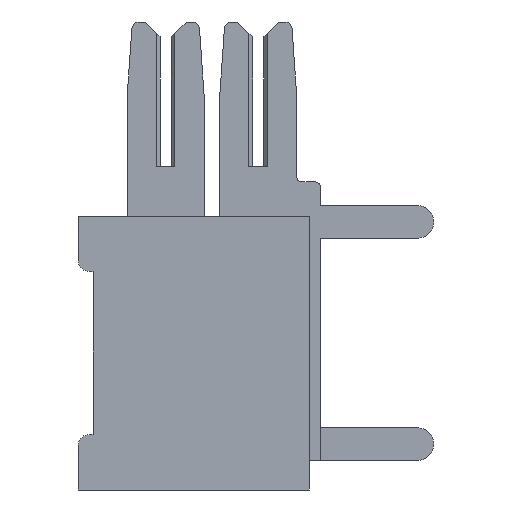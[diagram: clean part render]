
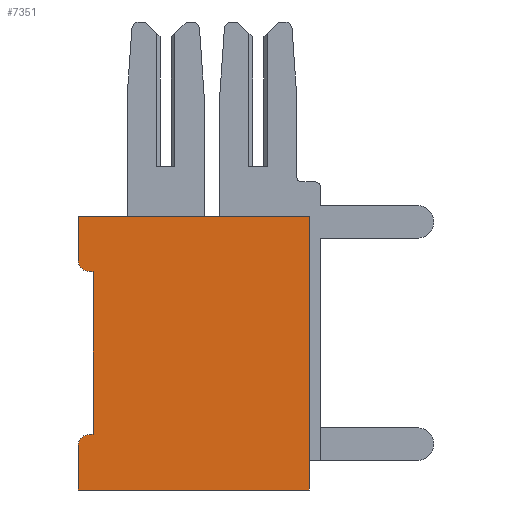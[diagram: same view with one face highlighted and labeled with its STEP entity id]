
A CAD part, left-side view. The second image highlights one B-rep face of the part: STEP entity #7351.
In plain terms, the highlighted planar face has unit normal (-1, 0, 0).
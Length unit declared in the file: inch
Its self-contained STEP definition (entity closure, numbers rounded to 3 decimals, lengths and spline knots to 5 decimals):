
#147 = CARTESIAN_POINT ( 'NONE',  ( 0., 0.312, 0. ) ) ;
#190 = VERTEX_POINT ( 'NONE', #6788 ) ;
#360 = EDGE_CURVE ( 'NONE', #636, #190, #2132, .T. ) ;
#490 = DIRECTION ( 'NONE',  ( 0., 0., 1. ) ) ;
#497 = LINE ( 'NONE', #3325, #2779 ) ;
#504 = EDGE_CURVE ( 'NONE', #636, #4580, #6644, .T. ) ;
#505 = DIRECTION ( 'NONE',  ( 0., 0., 1. ) ) ;
#636 = VERTEX_POINT ( 'NONE', #8497 ) ;
#669 = VECTOR ( 'NONE', #3943, 39.37008 ) ;
#923 = EDGE_CURVE ( 'NONE', #8310, #8083, #8237, .T. ) ;
#961 = VECTOR ( 'NONE', #1057, 39.37008 ) ;
#1057 = DIRECTION ( 'NONE',  ( 0., -1., 0. ) ) ;
#1148 = VERTEX_POINT ( 'NONE', #6832 ) ;
#1250 = CARTESIAN_POINT ( 'NONE',  ( 0., 0.292, -0.295 ) ) ;
#1554 = ORIENTED_EDGE ( 'NONE', *, *, #360, .T. ) ;
#1599 = VECTOR ( 'NONE', #1892, 39.37008 ) ;
#1632 = LINE ( 'NONE', #6701, #7855 ) ;
#1729 = VERTEX_POINT ( 'NONE', #5560 ) ;
#1732 = CARTESIAN_POINT ( 'NONE',  ( 0., 0.297, -0.295 ) ) ;
#1760 = DIRECTION ( 'NONE',  ( -1., 0., 0. ) ) ;
#1892 = DIRECTION ( 'NONE',  ( 0., 0., 1. ) ) ;
#2081 = EDGE_CURVE ( 'NONE', #1148, #1729, #2743, .T. ) ;
#2121 = ORIENTED_EDGE ( 'NONE', *, *, #3270, .T. ) ;
#2132 = CIRCLE ( 'NONE', #4996, 0.015 ) ;
#2166 = ORIENTED_EDGE ( 'NONE', *, *, #504, .F. ) ;
#2232 = DIRECTION ( 'NONE',  ( 0., 0., 1. ) ) ;
#2339 = ORIENTED_EDGE ( 'NONE', *, *, #2081, .T. ) ;
#2427 = DIRECTION ( 'NONE',  ( 0., 0., 1. ) ) ;
#2432 = FACE_OUTER_BOUND ( 'NONE', #4637, .T. ) ;
#2620 = VERTEX_POINT ( 'NONE', #1732 ) ;
#2743 = LINE ( 'NONE', #8007, #669 ) ;
#2779 = VECTOR ( 'NONE', #5975, 39.37008 ) ;
#3031 = CARTESIAN_POINT ( 'NONE',  ( 0., 0.312, -0.37 ) ) ;
#3159 = CARTESIAN_POINT ( 'NONE',  ( 0., 0., -0.37 ) ) ;
#3270 = EDGE_CURVE ( 'NONE', #8310, #1148, #7750, .T. ) ;
#3325 = CARTESIAN_POINT ( 'NONE',  ( 0., 0.312, -0.075 ) ) ;
#3577 = EDGE_CURVE ( 'NONE', #5449, #8413, #1632, .T. ) ;
#3646 = LINE ( 'NONE', #7746, #961 ) ;
#3943 = DIRECTION ( 'NONE',  ( 0., 0., 1. ) ) ;
#4315 = DIRECTION ( 'NONE',  ( 0., 0., 1. ) ) ;
#4493 = AXIS2_PLACEMENT_3D ( 'NONE', #3159, #1760, #2427 ) ;
#4556 = ORIENTED_EDGE ( 'NONE', *, *, #3577, .F. ) ;
#4559 = LINE ( 'NONE', #5885, #4975 ) ;
#4580 = VERTEX_POINT ( 'NONE', #147 ) ;
#4637 = EDGE_LOOP ( 'NONE', ( #2166, #1554, #7139, #4556, #8548, #8314, #6501, #2121, #2339, #8250 ) ) ;
#4700 = EDGE_CURVE ( 'NONE', #4580, #1729, #3646, .T. ) ;
#4806 = VECTOR ( 'NONE', #2232, 39.37008 ) ;
#4932 = AXIS2_PLACEMENT_3D ( 'NONE', #8702, #8801, #490 ) ;
#4975 = VECTOR ( 'NONE', #6545, 39.37008 ) ;
#4996 = AXIS2_PLACEMENT_3D ( 'NONE', #8398, #7061, #4315 ) ;
#5449 = VERTEX_POINT ( 'NONE', #1250 ) ;
#5560 = CARTESIAN_POINT ( 'NONE',  ( 0., 0., 0. ) ) ;
#5573 = CARTESIAN_POINT ( 'NONE',  ( 0., 0., -0.37 ) ) ;
#5697 = DIRECTION ( 'NONE',  ( 0., -1., 0. ) ) ;
#5820 = PLANE ( 'NONE',  #4493 ) ;
#5885 = CARTESIAN_POINT ( 'NONE',  ( 0., 0.312, -0.295 ) ) ;
#5975 = DIRECTION ( 'NONE',  ( 0., 1., 0. ) ) ;
#6501 = ORIENTED_EDGE ( 'NONE', *, *, #923, .F. ) ;
#6545 = DIRECTION ( 'NONE',  ( 0., -1., 0. ) ) ;
#6644 = LINE ( 'NONE', #7645, #4806 ) ;
#6672 = VECTOR ( 'NONE', #5697, 39.37008 ) ;
#6701 = CARTESIAN_POINT ( 'NONE',  ( 0., 0.292, -0.295 ) ) ;
#6775 = EDGE_CURVE ( 'NONE', #8413, #190, #497, .T. ) ;
#6788 = CARTESIAN_POINT ( 'NONE',  ( 0., 0.297, -0.075 ) ) ;
#6832 = CARTESIAN_POINT ( 'NONE',  ( 0., 0., -0.37 ) ) ;
#7061 = DIRECTION ( 'NONE',  ( -1., 0., 0. ) ) ;
#7139 = ORIENTED_EDGE ( 'NONE', *, *, #6775, .F. ) ;
#7164 = CARTESIAN_POINT ( 'NONE',  ( 0., 0.292, -0.075 ) ) ;
#7293 = EDGE_CURVE ( 'NONE', #2620, #5449, #4559, .T. ) ;
#7327 = CARTESIAN_POINT ( 'NONE',  ( 0., 0.312, -0.37 ) ) ;
#7351 = ADVANCED_FACE ( 'NONE', ( #2432 ), #5820, .T. ) ;
#7435 = EDGE_CURVE ( 'NONE', #2620, #8083, #7885, .T. ) ;
#7645 = CARTESIAN_POINT ( 'NONE',  ( 0., 0.312, -0.37 ) ) ;
#7746 = CARTESIAN_POINT ( 'NONE',  ( 0., 0., 0. ) ) ;
#7750 = LINE ( 'NONE', #5573, #6672 ) ;
#7855 = VECTOR ( 'NONE', #505, 39.37008 ) ;
#7885 = CIRCLE ( 'NONE', #4932, 0.015 ) ;
#8001 = CARTESIAN_POINT ( 'NONE',  ( 0., 0.312, -0.31 ) ) ;
#8007 = CARTESIAN_POINT ( 'NONE',  ( 0., 0., -0.37 ) ) ;
#8083 = VERTEX_POINT ( 'NONE', #8001 ) ;
#8237 = LINE ( 'NONE', #7327, #1599 ) ;
#8250 = ORIENTED_EDGE ( 'NONE', *, *, #4700, .F. ) ;
#8310 = VERTEX_POINT ( 'NONE', #3031 ) ;
#8314 = ORIENTED_EDGE ( 'NONE', *, *, #7435, .T. ) ;
#8398 = CARTESIAN_POINT ( 'NONE',  ( 0., 0.297, -0.06 ) ) ;
#8413 = VERTEX_POINT ( 'NONE', #7164 ) ;
#8497 = CARTESIAN_POINT ( 'NONE',  ( 0., 0.312, -0.06 ) ) ;
#8548 = ORIENTED_EDGE ( 'NONE', *, *, #7293, .F. ) ;
#8702 = CARTESIAN_POINT ( 'NONE',  ( 0., 0.297, -0.31 ) ) ;
#8801 = DIRECTION ( 'NONE',  ( -1., 0., 0. ) ) ;
